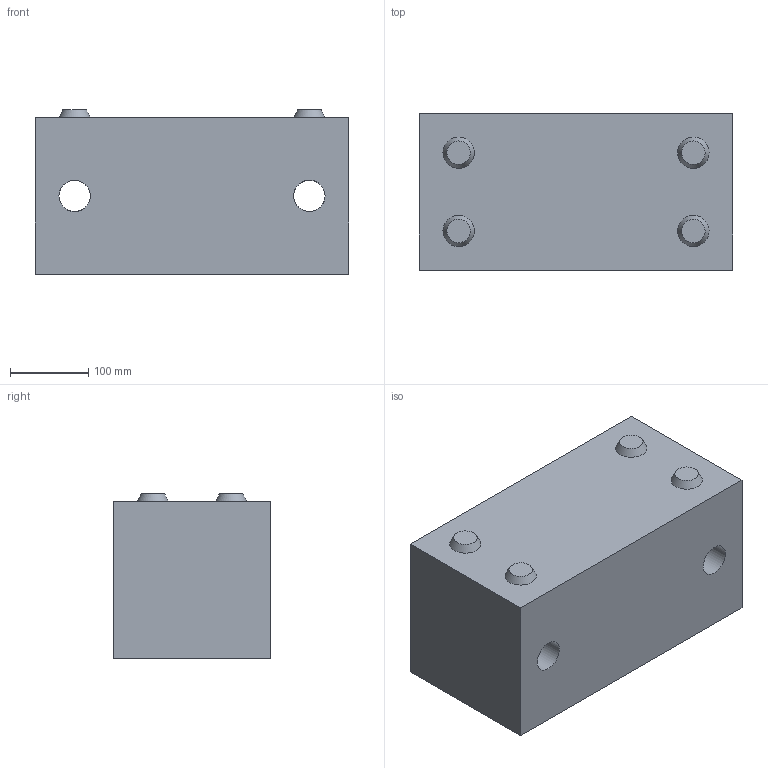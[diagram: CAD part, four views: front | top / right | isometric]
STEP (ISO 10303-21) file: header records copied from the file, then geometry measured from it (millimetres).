
FILE_DESCRIPTION ((), '1');
FILE_NAME ('220422_079_bouwblok.stp', '2022-04-22T17:11:30', ('Unknown'), ('Unknown'), 'HarmonyWare STEP v2.1.0', 'Vectorworks', '');
FILE_SCHEMA (('CONFIG_CONTROL_DESIGN'));
Length unit declared in the file: millimetre
Bounding box: 400 x 200 x 210 mm (x, y, z)
Volume: 15505051.9 mm3; surface area: 460821 mm2
Topology: 5 solids, 5 shells, 28 faces, 42 edges, 28 vertices
Faces by surface type: bspline 28
Entity records: 861 total; most frequent: CARTESIAN_POINT 464, ORIENTED_EDGE 84, EDGE_CURVE 42, EDGE_LOOP 36, VERTEX_POINT 28, FACE_OUTER_BOUND 28, ADVANCED_FACE 28, B_SPLINE_CURVE_WITH_KNOTS 22
